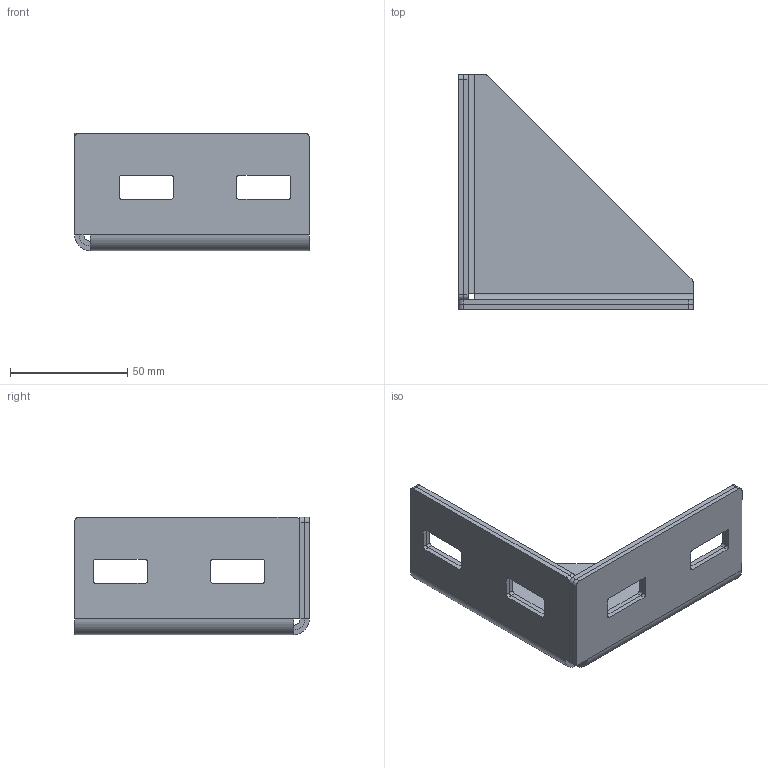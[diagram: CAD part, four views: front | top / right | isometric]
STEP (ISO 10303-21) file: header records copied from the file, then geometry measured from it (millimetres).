
FILE_DESCRIPTION (( 'STEP AP214' ), '1' );
FILE_NAME ('AL-3.21.50.50100.STEP', '2019-11-12T07:06:27', ( '' ), ( '' ), 'SwSTEP 2.0', 'SolidWorks 2018', '' );
FILE_SCHEMA (( 'AUTOMOTIVE_DESIGN' ));
Length unit declared in the file: millimetre
Products named in the file (1): AL-3.21.50.50100
Bounding box: 100 x 100 x 50 mm (x, y, z)
Surface area: 44455.7 mm2 (no closed solid volume)
Topology: 0 solids, 2 shells, 68 faces, 224 edges, 159 vertices
Faces by surface type: plane 40, cylinder 28
Entity records: 2522 total; most frequent: CARTESIAN_POINT 452, DIRECTION 440, ORIENTED_EDGE 395, EDGE_CURVE 224, VERTEX_POINT 159, AXIS2_PLACEMENT_3D 147, VECTOR 146, LINE 146
